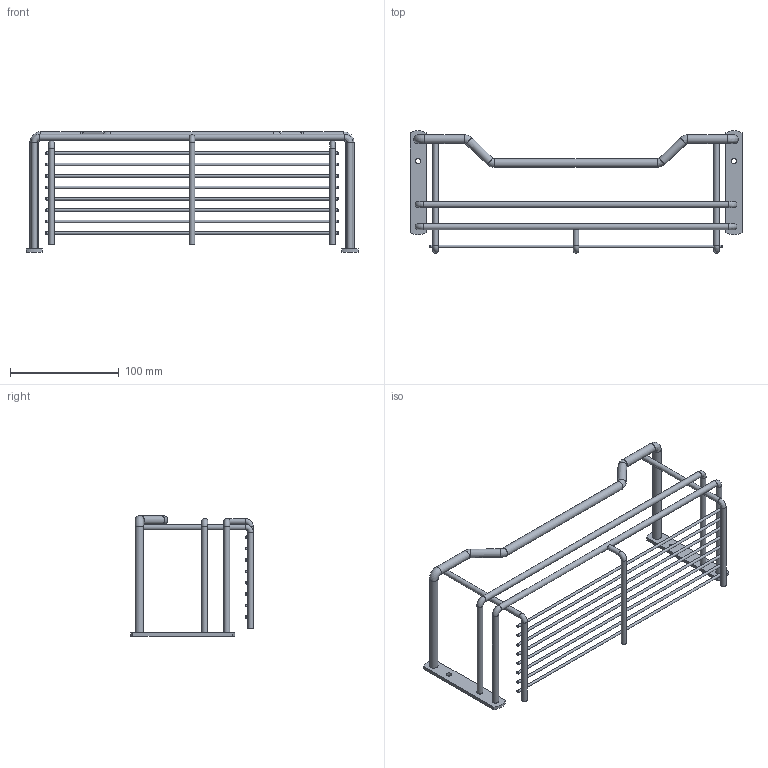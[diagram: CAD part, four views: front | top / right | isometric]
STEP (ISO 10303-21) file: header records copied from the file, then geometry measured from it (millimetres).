
FILE_DESCRIPTION((''),'2;1');
FILE_NAME('37014014.stp','2021-06-14T09:26:40',('rguerrero'),(''),'Autodesk Inventor 2010','Autodesk Inventor 2010','');
FILE_SCHEMA(('AUTOMOTIVE_DESIGN { 1 0 10303 214 1 1 1 1 }'));
Length unit declared in the file: millimetre
Products named in the file (1): 37014014
Bounding box: 306 x 113 x 111 mm (x, y, z)
Volume: 78950.5 mm3; surface area: 62085.9 mm2
Topology: 12 solids, 12 shells, 98 faces, 168 edges, 96 vertices
Faces by surface type: bspline 30, cylinder 23, cone 21, plane 17, torus 7
Full cylindrical faces by diameter (mm): 2.5 x8, 5 x5, 5.6 x4, 8 x4
Entity records: 2466 total; most frequent: CARTESIAN_POINT 885, DIRECTION 332, ORIENTED_EDGE 212, EDGE_LOOP 172, AXIS2_PLACEMENT_3D 157, EDGE_CURVE 106, FACE_OUTER_BOUND 98, ADVANCED_FACE 98
